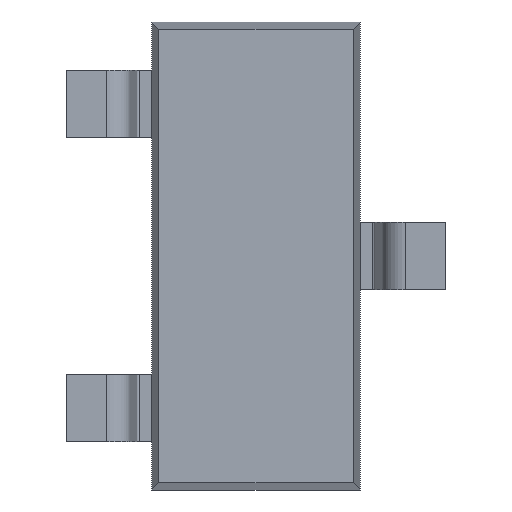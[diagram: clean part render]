
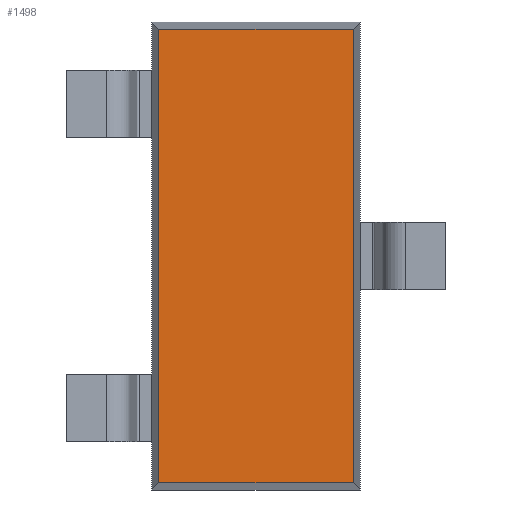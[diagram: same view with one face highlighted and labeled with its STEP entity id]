
A CAD part, front view. The second image highlights one B-rep face of the part: STEP entity #1498.
In plain terms, the highlighted planar face has unit normal (0, -1, 0).
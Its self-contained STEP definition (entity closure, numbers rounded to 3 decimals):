
#40 = DIRECTION ( 'NONE',  ( 0., 0., 1. ) ) ;
#143 = DIRECTION ( 'NONE',  ( 0., 0., -1. ) ) ;
#165 = ORIENTED_EDGE ( 'NONE', *, *, #1257, .T. ) ;
#260 = CARTESIAN_POINT ( 'NONE',  ( 0.65, 0.15, -1.416 ) ) ;
#265 = LINE ( 'NONE', #1253, #280 ) ;
#280 = VECTOR ( 'NONE', #143, 1000. ) ;
#307 = AXIS2_PLACEMENT_3D ( 'NONE', #926, #1576, #1059 ) ;
#414 = VECTOR ( 'NONE', #1117, 1000. ) ;
#482 = ORIENTED_EDGE ( 'NONE', *, *, #789, .T. ) ;
#491 = VECTOR ( 'NONE', #40, 1000. ) ;
#501 = CARTESIAN_POINT ( 'NONE',  ( -0.65, 0.15, 1.416 ) ) ;
#547 = ORIENTED_EDGE ( 'NONE', *, *, #1079, .T. ) ;
#614 = VERTEX_POINT ( 'NONE', #1422 ) ;
#716 = CARTESIAN_POINT ( 'NONE',  ( 0.606, 0.15, 1.416 ) ) ;
#763 = LINE ( 'NONE', #1269, #491 ) ;
#789 = EDGE_CURVE ( 'NONE', #1429, #614, #265, .T. ) ;
#792 = VERTEX_POINT ( 'NONE', #1130 ) ;
#926 = CARTESIAN_POINT ( 'NONE',  ( 0., 0.15, 0. ) ) ;
#1059 = DIRECTION ( 'NONE',  ( 0., 0., -1. ) ) ;
#1079 = EDGE_CURVE ( 'NONE', #792, #1129, #763, .T. ) ;
#1080 = EDGE_CURVE ( 'NONE', #1129, #1429, #1487, .T. ) ;
#1116 = ORIENTED_EDGE ( 'NONE', *, *, #1080, .T. ) ;
#1117 = DIRECTION ( 'NONE',  ( -1., 0., 0. ) ) ;
#1129 = VERTEX_POINT ( 'NONE', #716 ) ;
#1130 = CARTESIAN_POINT ( 'NONE',  ( 0.606, 0.15, -1.416 ) ) ;
#1178 = CARTESIAN_POINT ( 'NONE',  ( -0.606, 0.15, 1.416 ) ) ;
#1195 = PLANE ( 'NONE',  #307 ) ;
#1246 = DIRECTION ( 'NONE',  ( 1., 0., 0. ) ) ;
#1253 = CARTESIAN_POINT ( 'NONE',  ( -0.606, 0.15, -1.46 ) ) ;
#1257 = EDGE_CURVE ( 'NONE', #614, #792, #1366, .T. ) ;
#1268 = VECTOR ( 'NONE', #1246, 1000. ) ;
#1269 = CARTESIAN_POINT ( 'NONE',  ( 0.606, 0.15, 1.46 ) ) ;
#1322 = FACE_OUTER_BOUND ( 'NONE', #1556, .T. ) ;
#1366 = LINE ( 'NONE', #260, #1268 ) ;
#1422 = CARTESIAN_POINT ( 'NONE',  ( -0.606, 0.15, -1.416 ) ) ;
#1429 = VERTEX_POINT ( 'NONE', #1178 ) ;
#1487 = LINE ( 'NONE', #501, #414 ) ;
#1498 = ADVANCED_FACE ( 'NONE', ( #1322 ), #1195, .T. ) ;
#1556 = EDGE_LOOP ( 'NONE', ( #482, #165, #547, #1116 ) ) ;
#1576 = DIRECTION ( 'NONE',  ( 0., -1., 0. ) ) ;
